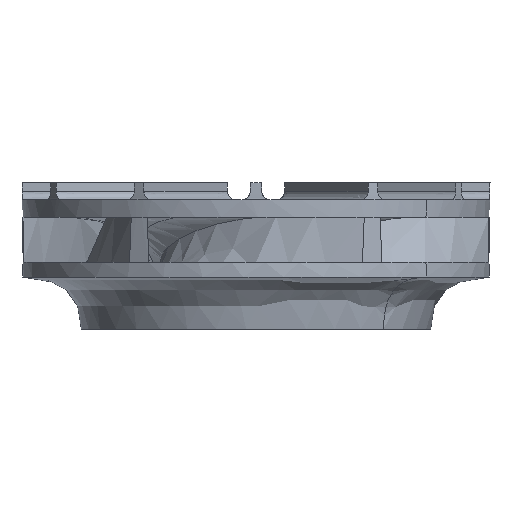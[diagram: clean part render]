
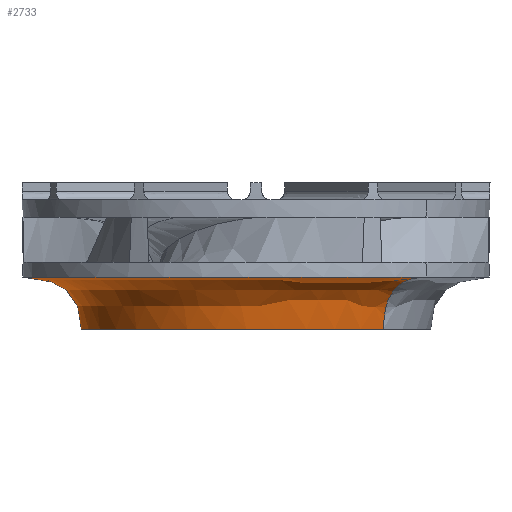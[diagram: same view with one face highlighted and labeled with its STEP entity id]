
A CAD part, left-side view. The second image highlights one B-rep face of the part: STEP entity #2733.
In plain terms, the highlighted free-form (B-spline) face has degree [2, 3] with [3, 4] control points.
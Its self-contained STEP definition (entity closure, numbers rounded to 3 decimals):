
#2313 = EDGE_LOOP ( 'NONE', ( #25287, #16637, #5051, #10275 ) ) ;
#2619 = CARTESIAN_POINT ( 'NONE',  ( -10.693, -11.382, 4.659 ) ) ;
#2733 = ADVANCED_FACE ( 'NONE', ( #22458 ), #17582, .T. ) ;
#2976 = CARTESIAN_POINT ( 'NONE',  ( -44.706, 13.368, 4.659 ) ) ;
#3822 = EDGE_CURVE ( 'NONE', #22824, #14687, #24728, .T. ) ;
#3933 = CARTESIAN_POINT ( 'NONE',  ( 14.288, 15.209, 4.659 ) ) ;
#4652 = DIRECTION ( 'NONE',  ( -0.685, -0.729, 0. ) ) ;
#4789 = CARTESIAN_POINT ( 'NONE',  ( 10.693, 11.382, 4.659 ) ) ;
#4916 = CARTESIAN_POINT ( 'NONE',  ( -10.693, -11.382, -0.002 ) ) ;
#5051 = ORIENTED_EDGE ( 'NONE', *, *, #23413, .F. ) ;
#5309 = CARTESIAN_POINT ( 'NONE',  ( 14.288, 15.209, 4.659 ) ) ;
#6466 = CARTESIAN_POINT ( 'NONE',  ( 10.693, 11.382, -0.002 ) ) ;
#6975 = CARTESIAN_POINT ( 'NONE',  ( -33.457, 10.004, 4.659 ) ) ;
#7116 = CARTESIAN_POINT ( 'NONE',  ( 10.693, 11.382, 4.659 ) ) ;
#8399 = CARTESIAN_POINT ( 'NONE',  ( -16.129, 43.786, 4.659 ) ) ;
#8413 = EDGE_CURVE ( 'NONE', #14687, #22035, #12197, .T. ) ;
#8786 = CARTESIAN_POINT ( 'NONE',  ( -12.071, 32.768, -0.002 ) ) ;
#9527 = VERTEX_POINT ( 'NONE', #3933 ) ;
#9893 = CARTESIAN_POINT ( 'NONE',  ( 10.693, 11.382, -0.002 ) ) ;
#10171 = CARTESIAN_POINT ( 'NONE',  ( -14.288, -15.209, 4.659 ) ) ;
#10275 = ORIENTED_EDGE ( 'NONE', *, *, #14590, .F. ) ;
#11480 = CARTESIAN_POINT ( 'NONE',  ( 10.693, 11.382, -0.002 ) ) ;
#12197 = B_SPLINE_CURVE_WITH_KNOTS ( 'NONE', 2,
 ( #22358, #2619, #15684 ),
 .UNSPECIFIED., .F., .F.,
 ( 3, 3 ),
 ( 0., 1. ),
 .UNSPECIFIED. ) ;
#12771 = CARTESIAN_POINT ( 'NONE',  ( -10.693, -11.382, 4.659 ) ) ;
#13593 = AXIS2_PLACEMENT_3D ( 'NONE', #15400, #19397, #23409 ) ;
#14590 = EDGE_CURVE ( 'NONE', #22824, #9527, #17817, .T. ) ;
#14687 = VERTEX_POINT ( 'NONE', #19192 ) ;
#14711 = CARTESIAN_POINT ( 'NONE',  ( -33.457, 10.004, -0.002 ) ) ;
#15400 = CARTESIAN_POINT ( 'NONE',  ( 0., 0., -0.002 ) ) ;
#15684 = CARTESIAN_POINT ( 'NONE',  ( -14.288, -15.209, 4.659 ) ) ;
#16637 = ORIENTED_EDGE ( 'NONE', *, *, #8413, .T. ) ;
#16813 = AXIS2_PLACEMENT_3D ( 'NONE', #22833, #18829, #4652 ) ;
#17582 =( BOUNDED_SURFACE ( )  B_SPLINE_SURFACE ( 2, 3, ( 
 ( #4916, #14711, #8786, #6466 ),
 ( #12771, #6975, #20641, #4789 ),
 ( #20516, #2976, #8399, #18709 ) ),
 .UNSPECIFIED., .F., .F., .T. ) 
 B_SPLINE_SURFACE_WITH_KNOTS ( ( 3, 3 ),
 ( 4, 4 ),
 ( 0., 1. ),
 ( 0., 1. ),
 .UNSPECIFIED. ) 
 GEOMETRIC_REPRESENTATION_ITEM ( )  RATIONAL_B_SPLINE_SURFACE ( (
 ( 1., 0.333, 0.333, 1.),
 ( 1., 0.333, 0.333, 1.),
 ( 1., 0.333, 0.333, 1.) ) ) 
 REPRESENTATION_ITEM ( '' )  SURFACE ( )  );
#17817 = B_SPLINE_CURVE_WITH_KNOTS ( 'NONE', 2,
 ( #11480, #7116, #5309 ),
 .UNSPECIFIED., .F., .F.,
 ( 3, 3 ),
 ( 0., 1. ),
 .UNSPECIFIED. ) ;
#18709 = CARTESIAN_POINT ( 'NONE',  ( 14.288, 15.209, 4.659 ) ) ;
#18829 = DIRECTION ( 'NONE',  ( 0., 0., 1. ) ) ;
#19192 = CARTESIAN_POINT ( 'NONE',  ( -10.693, -11.382, -0.002 ) ) ;
#19397 = DIRECTION ( 'NONE',  ( 0., 0., 1. ) ) ;
#20516 = CARTESIAN_POINT ( 'NONE',  ( -14.288, -15.209, 4.659 ) ) ;
#20641 = CARTESIAN_POINT ( 'NONE',  ( -12.071, 32.768, 4.659 ) ) ;
#22035 = VERTEX_POINT ( 'NONE', #10171 ) ;
#22358 = CARTESIAN_POINT ( 'NONE',  ( -10.693, -11.382, -0.002 ) ) ;
#22458 = FACE_OUTER_BOUND ( 'NONE', #2313, .T. ) ;
#22824 = VERTEX_POINT ( 'NONE', #9893 ) ;
#22833 = CARTESIAN_POINT ( 'NONE',  ( 0., 0., 4.659 ) ) ;
#23009 = CIRCLE ( 'NONE', #16813, 20.868 ) ;
#23409 = DIRECTION ( 'NONE',  ( -0.685, -0.729, 0. ) ) ;
#23413 = EDGE_CURVE ( 'NONE', #9527, #22035, #23009, .T. ) ;
#24728 = CIRCLE ( 'NONE', #13593, 15.617 ) ;
#25287 = ORIENTED_EDGE ( 'NONE', *, *, #3822, .T. ) ;
